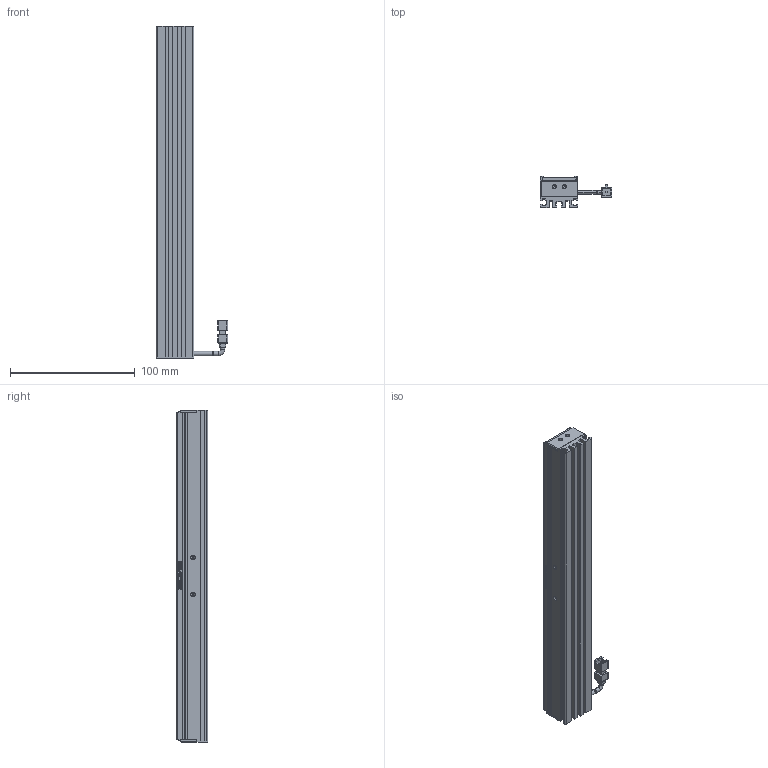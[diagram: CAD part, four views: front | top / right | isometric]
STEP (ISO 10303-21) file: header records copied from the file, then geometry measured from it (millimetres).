
FILE_DESCRIPTION (( 'STEP AP214' ), '1' );
FILE_NAME ('660205-G.STEP', '2019-03-14T06:29:46', ( 'user' ), ( '微软中国' ), 'SwSTEP 2.0', 'SolidWorks 2016', '' );
FILE_SCHEMA (( 'AUTOMOTIVE_DESIGN' ));
Length unit declared in the file: millimetre
Products named in the file (1): 660205-G
Bounding box: 57 x 25 x 266 mm (x, y, z)
Volume: 90767.1 mm3; surface area: 92489.4 mm2
Topology: 6 solids, 6 shells, 1284 faces, 3181 edges, 2091 vertices
Faces by surface type: plane 1098, cylinder 83, bspline 61, cone 42
Entity records: 50802 total; most frequent: CARTESIAN_POINT 7562, ORIENTED_EDGE 6310, DIRECTION 5673, EDGE_CURVE 3155, LINE 2849, VECTOR 2849, VERTEX_POINT 2091, EDGE_LOOP 1506
